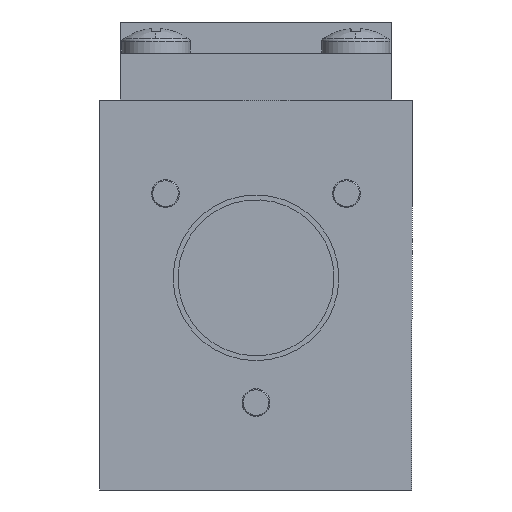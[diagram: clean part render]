
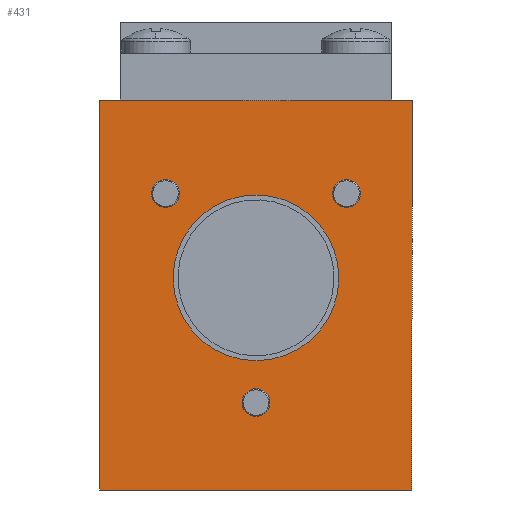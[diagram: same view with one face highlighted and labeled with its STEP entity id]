
A CAD part, front view. The second image highlights one B-rep face of the part: STEP entity #431.
In plain terms, the highlighted planar face has unit normal (0, -1, 0).
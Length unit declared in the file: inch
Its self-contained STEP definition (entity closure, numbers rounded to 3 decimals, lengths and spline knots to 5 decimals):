
#94 = CIRCLE ( 'NONE', #2734, 0.0445 ) ;
#318 = EDGE_CURVE ( 'NONE', #4018, #4765, #6958, .T. ) ;
#349 = DIRECTION ( 'NONE',  ( 0., 0., 1. ) ) ;
#420 = CARTESIAN_POINT ( 'NONE',  ( 0., -0.5, -0.68 ) ) ;
#431 = ADVANCED_FACE ( 'NONE', ( #7795, #5768, #4756, #3775, #5960 ), #904, .F. ) ;
#541 = EDGE_CURVE ( 'NONE', #12403, #11966, #1631, .T. ) ;
#618 = AXIS2_PLACEMENT_3D ( 'NONE', #6146, #4214, #2217 ) ;
#887 = CARTESIAN_POINT ( 'NONE',  ( 0.00007, -0.5, -0.3555 ) ) ;
#904 = PLANE ( 'NONE',  #3069 ) ;
#945 = EDGE_CURVE ( 'NONE', #11990, #4997, #7250, .T. ) ;
#978 = LINE ( 'NONE', #6052, #8553 ) ;
#1061 = ORIENTED_EDGE ( 'NONE', *, *, #541, .T. ) ;
#1084 = CARTESIAN_POINT ( 'NONE',  ( 0.00007, -0.5, -0.4445 ) ) ;
#1140 = ORIENTED_EDGE ( 'NONE', *, *, #6596, .T. ) ;
#1149 = DIRECTION ( 'NONE',  ( 0., 1., 0. ) ) ;
#1221 = EDGE_CURVE ( 'NONE', #12045, #4997, #1703, .T. ) ;
#1231 = DIRECTION ( 'NONE',  ( 0., 1., 0. ) ) ;
#1239 = CIRCLE ( 'NONE', #12179, 0.0445 ) ;
#1361 = DIRECTION ( 'NONE',  ( 0., 0., 1. ) ) ;
#1614 = AXIS2_PLACEMENT_3D ( 'NONE', #11941, #7932, #3966 ) ;
#1631 = CIRCLE ( 'NONE', #5519, 0.0445 ) ;
#1659 = ORIENTED_EDGE ( 'NONE', *, *, #318, .T. ) ;
#1703 = LINE ( 'NONE', #12719, #6579 ) ;
#1955 = VERTEX_POINT ( 'NONE', #2540 ) ;
#2101 = DIRECTION ( 'NONE',  ( 0., 0., 1. ) ) ;
#2217 = DIRECTION ( 'NONE',  ( 0., 0., 1. ) ) ;
#2233 = CARTESIAN_POINT ( 'NONE',  ( 0.29007, -0.5, 0.3145 ) ) ;
#2540 = CARTESIAN_POINT ( 'NONE',  ( 0.00007, -0.5, -0.2655 ) ) ;
#2542 = EDGE_CURVE ( 'NONE', #1955, #9233, #12613, .T. ) ;
#2734 = AXIS2_PLACEMENT_3D ( 'NONE', #12213, #11112, #7115 ) ;
#2796 = ORIENTED_EDGE ( 'NONE', *, *, #5887, .T. ) ;
#2808 = CARTESIAN_POINT ( 'NONE',  ( 0., -0.5, 0. ) ) ;
#2905 = CARTESIAN_POINT ( 'NONE',  ( 0.00007, -0.5, 0. ) ) ;
#2908 = ORIENTED_EDGE ( 'NONE', *, *, #2542, .T. ) ;
#3069 = AXIS2_PLACEMENT_3D ( 'NONE', #2808, #9933, #12688 ) ;
#3388 = DIRECTION ( 'NONE',  ( 0., 0., 1. ) ) ;
#3775 = FACE_OUTER_BOUND ( 'NONE', #4763, .T. ) ;
#3810 = ORIENTED_EDGE ( 'NONE', *, *, #9203, .T. ) ;
#3821 = VECTOR ( 'NONE', #12152, 39.37008 ) ;
#3966 = DIRECTION ( 'NONE',  ( 0., 0., 1. ) ) ;
#4018 = VERTEX_POINT ( 'NONE', #2233 ) ;
#4113 = EDGE_CURVE ( 'NONE', #4765, #4018, #6668, .T. ) ;
#4214 = DIRECTION ( 'NONE',  ( 0., 1., 0. ) ) ;
#4381 = DIRECTION ( 'NONE',  ( 0., 1., 0. ) ) ;
#4436 = CARTESIAN_POINT ( 'NONE',  ( 0.00007, -0.5, 0.2655 ) ) ;
#4460 = CARTESIAN_POINT ( 'NONE',  ( -0.49993, -0.5, 0.57 ) ) ;
#4487 = EDGE_CURVE ( 'NONE', #12045, #11658, #978, .T. ) ;
#4756 = FACE_BOUND ( 'NONE', #5629, .T. ) ;
#4763 = EDGE_LOOP ( 'NONE', ( #10934, #5098, #5716, #11856 ) ) ;
#4765 = VERTEX_POINT ( 'NONE', #10387 ) ;
#4953 = DIRECTION ( 'NONE',  ( 0., 0., -1. ) ) ;
#4971 = AXIS2_PLACEMENT_3D ( 'NONE', #2905, #10794, #10854 ) ;
#4997 = VERTEX_POINT ( 'NONE', #4460 ) ;
#5098 = ORIENTED_EDGE ( 'NONE', *, *, #945, .F. ) ;
#5287 = LINE ( 'NONE', #420, #3821 ) ;
#5519 = AXIS2_PLACEMENT_3D ( 'NONE', #10951, #1149, #2101 ) ;
#5629 = EDGE_LOOP ( 'NONE', ( #1659, #7788 ) ) ;
#5716 = ORIENTED_EDGE ( 'NONE', *, *, #7754, .F. ) ;
#5749 = ORIENTED_EDGE ( 'NONE', *, *, #10243, .T. ) ;
#5768 = FACE_BOUND ( 'NONE', #7603, .T. ) ;
#5887 = EDGE_CURVE ( 'NONE', #9233, #1955, #7196, .T. ) ;
#5960 = FACE_BOUND ( 'NONE', #7723, .T. ) ;
#6052 = CARTESIAN_POINT ( 'NONE',  ( 0.50007, -0.5, 0. ) ) ;
#6146 = CARTESIAN_POINT ( 'NONE',  ( 0.00007, -0.5, 0. ) ) ;
#6579 = VECTOR ( 'NONE', #6582, 39.37008 ) ;
#6582 = DIRECTION ( 'NONE',  ( -1., 0., 0. ) ) ;
#6596 = EDGE_CURVE ( 'NONE', #10954, #8760, #1239, .T. ) ;
#6668 = CIRCLE ( 'NONE', #10592, 0.0445 ) ;
#6958 = CIRCLE ( 'NONE', #1614, 0.0445 ) ;
#7115 = DIRECTION ( 'NONE',  ( 0., 0., 1. ) ) ;
#7163 = CARTESIAN_POINT ( 'NONE',  ( -0.28993, -0.5, 0.27 ) ) ;
#7196 = CIRCLE ( 'NONE', #618, 0.2655 ) ;
#7250 = LINE ( 'NONE', #10996, #8662 ) ;
#7442 = CIRCLE ( 'NONE', #10741, 0.0445 ) ;
#7603 = EDGE_LOOP ( 'NONE', ( #1140, #3810 ) ) ;
#7723 = EDGE_LOOP ( 'NONE', ( #2908, #2796 ) ) ;
#7733 = CARTESIAN_POINT ( 'NONE',  ( -0.49993, -0.5, -0.68 ) ) ;
#7754 = EDGE_CURVE ( 'NONE', #11658, #11990, #5287, .T. ) ;
#7788 = ORIENTED_EDGE ( 'NONE', *, *, #4113, .T. ) ;
#7795 = FACE_BOUND ( 'NONE', #8767, .T. ) ;
#7932 = DIRECTION ( 'NONE',  ( 0., 1., 0. ) ) ;
#8320 = CARTESIAN_POINT ( 'NONE',  ( 0.29007, -0.5, 0.27 ) ) ;
#8553 = VECTOR ( 'NONE', #4953, 39.37008 ) ;
#8662 = VECTOR ( 'NONE', #10102, 39.37008 ) ;
#8760 = VERTEX_POINT ( 'NONE', #10885 ) ;
#8767 = EDGE_LOOP ( 'NONE', ( #1061, #5749 ) ) ;
#9203 = EDGE_CURVE ( 'NONE', #8760, #10954, #7442, .T. ) ;
#9233 = VERTEX_POINT ( 'NONE', #4436 ) ;
#9933 = DIRECTION ( 'NONE',  ( 0., 1., 0. ) ) ;
#10102 = DIRECTION ( 'NONE',  ( 0., 0., 1. ) ) ;
#10210 = CARTESIAN_POINT ( 'NONE',  ( -0.28993, -0.5, 0.27 ) ) ;
#10243 = EDGE_CURVE ( 'NONE', #11966, #12403, #94, .T. ) ;
#10387 = CARTESIAN_POINT ( 'NONE',  ( 0.29007, -0.5, 0.2255 ) ) ;
#10592 = AXIS2_PLACEMENT_3D ( 'NONE', #8320, #12249, #3388 ) ;
#10741 = AXIS2_PLACEMENT_3D ( 'NONE', #7163, #4381, #1361 ) ;
#10794 = DIRECTION ( 'NONE',  ( 0., 1., 0. ) ) ;
#10854 = DIRECTION ( 'NONE',  ( 0., 0., 1. ) ) ;
#10885 = CARTESIAN_POINT ( 'NONE',  ( -0.28993, -0.5, 0.2255 ) ) ;
#10934 = ORIENTED_EDGE ( 'NONE', *, *, #1221, .T. ) ;
#10951 = CARTESIAN_POINT ( 'NONE',  ( 0.00007, -0.5, -0.4 ) ) ;
#10954 = VERTEX_POINT ( 'NONE', #11320 ) ;
#10996 = CARTESIAN_POINT ( 'NONE',  ( -0.49993, -0.5, 0. ) ) ;
#11112 = DIRECTION ( 'NONE',  ( 0., 1., 0. ) ) ;
#11320 = CARTESIAN_POINT ( 'NONE',  ( -0.28993, -0.5, 0.3145 ) ) ;
#11658 = VERTEX_POINT ( 'NONE', #12247 ) ;
#11856 = ORIENTED_EDGE ( 'NONE', *, *, #4487, .F. ) ;
#11941 = CARTESIAN_POINT ( 'NONE',  ( 0.29007, -0.5, 0.27 ) ) ;
#11966 = VERTEX_POINT ( 'NONE', #1084 ) ;
#11990 = VERTEX_POINT ( 'NONE', #7733 ) ;
#12045 = VERTEX_POINT ( 'NONE', #12235 ) ;
#12152 = DIRECTION ( 'NONE',  ( -1., 0., 0. ) ) ;
#12179 = AXIS2_PLACEMENT_3D ( 'NONE', #10210, #1231, #349 ) ;
#12213 = CARTESIAN_POINT ( 'NONE',  ( 0.00007, -0.5, -0.4 ) ) ;
#12235 = CARTESIAN_POINT ( 'NONE',  ( 0.50007, -0.5, 0.57 ) ) ;
#12247 = CARTESIAN_POINT ( 'NONE',  ( 0.50007, -0.5, -0.68 ) ) ;
#12249 = DIRECTION ( 'NONE',  ( 0., 1., 0. ) ) ;
#12403 = VERTEX_POINT ( 'NONE', #887 ) ;
#12613 = CIRCLE ( 'NONE', #4971, 0.2655 ) ;
#12688 = DIRECTION ( 'NONE',  ( 0., 0., 1. ) ) ;
#12719 = CARTESIAN_POINT ( 'NONE',  ( 0., -0.5, 0.57 ) ) ;
